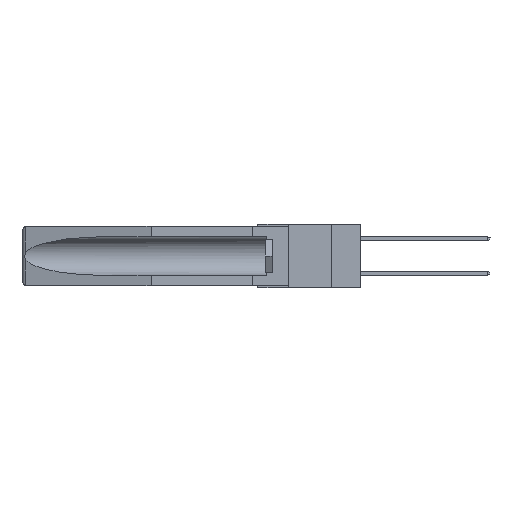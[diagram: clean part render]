
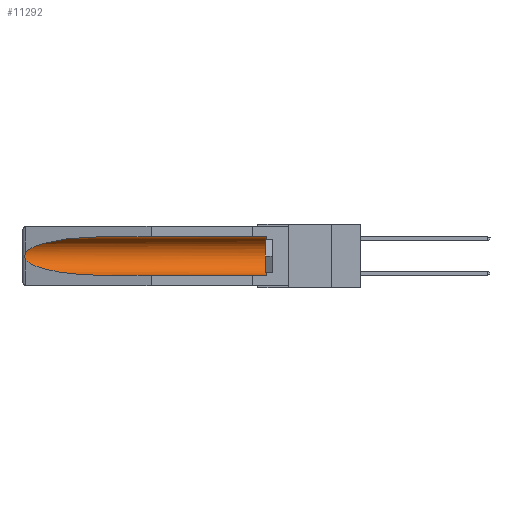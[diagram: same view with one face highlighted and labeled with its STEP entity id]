
A CAD part, left-side view. The second image highlights one B-rep face of the part: STEP entity #11292.
In plain terms, the highlighted cylindrical face has radius 2.857 mm (diameter 5.715 mm), a partial arc.
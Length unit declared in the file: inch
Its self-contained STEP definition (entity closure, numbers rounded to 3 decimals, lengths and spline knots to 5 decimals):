
#141 = ORIENTED_EDGE ( 'NONE', *, *, #16582, .T. ) ;
#633 = DIRECTION ( 'NONE',  ( 0., 1., 0. ) ) ;
#812 = VERTEX_POINT ( 'NONE', #3763 ) ;
#1029 = VERTEX_POINT ( 'NONE', #12296 ) ;
#1343 = CARTESIAN_POINT ( 'NONE',  ( 0.26597, 1.52961, -0.15275 ) ) ;
#1458 = CARTESIAN_POINT ( 'NONE',  ( 0.21114, 1.30732, -0.284 ) ) ;
#2172 = DIRECTION ( 'NONE',  ( 0., 0., 1. ) ) ;
#2549 = EDGE_CURVE ( 'NONE', #5671, #18410, #16457, .T. ) ;
#2798 = CARTESIAN_POINT ( 'NONE',  ( 0.26537, 1.52718, -0.14972 ) ) ;
#3018 = EDGE_CURVE ( 'NONE', #12605, #5671, #12537, .T. ) ;
#3095 = CARTESIAN_POINT ( 'NONE',  ( 0.155, 1.07973, -0.059 ) ) ;
#3763 = CARTESIAN_POINT ( 'NONE',  ( 0.155, 1.07973, -0.284 ) ) ;
#3844 = ORIENTED_EDGE ( 'NONE', *, *, #17126, .F. ) ;
#4473 = EDGE_CURVE ( 'NONE', #12023, #1029, #7944, .T. ) ;
#4486 = CARTESIAN_POINT ( 'NONE',  ( 0.2675, 1.53308, -0.17534 ) ) ;
#4913 = CARTESIAN_POINT ( 'NONE',  ( 0.25451, 1.48313, -0.09465 ) ) ;
#5057 = CARTESIAN_POINT ( 'NONE',  ( 0.26537, 1.52718, -0.14972 ) ) ;
#5139 = CARTESIAN_POINT ( 'NONE',  ( 0.26537, 1.52718, -0.14972 ) ) ;
#5671 = VERTEX_POINT ( 'NONE', #5139 ) ;
#6252 = CARTESIAN_POINT ( 'NONE',  ( 0.2673, 1.53269, -0.17917 ) ) ;
#6366 = CARTESIAN_POINT ( 'NONE',  ( 0.155, 0.126, -0.1715 ) ) ;
#7944 = CIRCLE ( 'NONE', #8326, 0.1125 ) ;
#8034 = CYLINDRICAL_SURFACE ( 'NONE', #19343, 0.1125 ) ;
#8294 = VECTOR ( 'NONE', #19421, 39.37008 ) ;
#8306 = CARTESIAN_POINT ( 'NONE',  ( 0.21114, 1.30732, -0.059 ) ) ;
#8326 = AXIS2_PLACEMENT_3D ( 'NONE', #6366, #14667, #19415 ) ;
#8362 = LINE ( 'NONE', #17128, #15955 ) ;
#8714 = DIRECTION ( 'NONE',  ( 0., 1., 0. ) ) ;
#9350 = CARTESIAN_POINT ( 'NONE',  ( 0.2673, 1.5327, -0.16383 ) ) ;
#9367 = CARTESIAN_POINT ( 'NONE',  ( 0.155, -0.30754, -0.1715 ) ) ;
#9505 = CARTESIAN_POINT ( 'NONE',  ( 0.26537, 1.52718, -0.19328 ) ) ;
#10133 = FACE_OUTER_BOUND ( 'NONE', #12739, .T. ) ;
#10409 =( BOUNDED_CURVE ( )  B_SPLINE_CURVE ( 3, ( #15257, #21452, #1458, #16947 ),
 .UNSPECIFIED., .F., .F. ) 
 B_SPLINE_CURVE_WITH_KNOTS ( ( 4, 4 ),
 ( 0.1948, 1.5708 ),
 .UNSPECIFIED. ) 
 CURVE ( )  GEOMETRIC_REPRESENTATION_ITEM ( )  RATIONAL_B_SPLINE_CURVE ( ( 1., 0.848, 0.848, 1. ) ) 
 REPRESENTATION_ITEM ( '' )  );
#10830 = CARTESIAN_POINT ( 'NONE',  ( 0.155, 0.126, -0.284 ) ) ;
#11180 = ORIENTED_EDGE ( 'NONE', *, *, #19748, .T. ) ;
#11292 = ADVANCED_FACE ( 'NONE', ( #10133 ), #8034, .F. ) ;
#12023 = VERTEX_POINT ( 'NONE', #10830 ) ;
#12296 = CARTESIAN_POINT ( 'NONE',  ( 0.155, 0.126, -0.059 ) ) ;
#12537 =( BOUNDED_CURVE ( )  B_SPLINE_CURVE ( 3, ( #13132, #8306, #4913, #5057 ),
 .UNSPECIFIED., .F., .F. ) 
 B_SPLINE_CURVE_WITH_KNOTS ( ( 4, 4 ),
 ( 4.71239, 6.08839 ),
 .UNSPECIFIED. ) 
 CURVE ( )  GEOMETRIC_REPRESENTATION_ITEM ( )  RATIONAL_B_SPLINE_CURVE ( ( 1., 0.848, 0.848, 1. ) ) 
 REPRESENTATION_ITEM ( '' )  );
#12605 = VERTEX_POINT ( 'NONE', #3095 ) ;
#12739 = EDGE_LOOP ( 'NONE', ( #20316, #15928, #141, #3844, #20771, #11180 ) ) ;
#12805 = CARTESIAN_POINT ( 'NONE',  ( 0.26537, 1.52718, -0.19328 ) ) ;
#13132 = CARTESIAN_POINT ( 'NONE',  ( 0.155, 1.07973, -0.059 ) ) ;
#14215 = CARTESIAN_POINT ( 'NONE',  ( 0.155, -0.30754, -0.059 ) ) ;
#14480 = CARTESIAN_POINT ( 'NONE',  ( 0.2675, 1.53308, -0.16763 ) ) ;
#14631 = CARTESIAN_POINT ( 'NONE',  ( 0.26597, 1.5296, -0.19026 ) ) ;
#14667 = DIRECTION ( 'NONE',  ( 0., -1., 0. ) ) ;
#15257 = CARTESIAN_POINT ( 'NONE',  ( 0.26537, 1.52718, -0.19328 ) ) ;
#15928 = ORIENTED_EDGE ( 'NONE', *, *, #2549, .T. ) ;
#15955 = VECTOR ( 'NONE', #8714, 39.37008 ) ;
#16457 = B_SPLINE_CURVE_WITH_KNOTS ( 'NONE', 3,
 ( #2798, #1343, #17757, #9350, #14480, #4486, #6252, #19520, #14631, #9505 ),
 .UNSPECIFIED., .F., .F.,
 ( 4, 2, 2, 2, 4 ),
 ( 0., 0.00029, 0.00058, 0.00087, 0.00117 ),
 .UNSPECIFIED. ) ;
#16582 = EDGE_CURVE ( 'NONE', #18410, #812, #10409, .T. ) ;
#16947 = CARTESIAN_POINT ( 'NONE',  ( 0.155, 1.07973, -0.284 ) ) ;
#17126 = EDGE_CURVE ( 'NONE', #12023, #812, #8362, .T. ) ;
#17128 = CARTESIAN_POINT ( 'NONE',  ( 0.155, -0.30754, -0.284 ) ) ;
#17757 = CARTESIAN_POINT ( 'NONE',  ( 0.26654, 1.53092, -0.15636 ) ) ;
#18410 = VERTEX_POINT ( 'NONE', #12805 ) ;
#19038 = LINE ( 'NONE', #14215, #8294 ) ;
#19343 = AXIS2_PLACEMENT_3D ( 'NONE', #9367, #633, #2172 ) ;
#19415 = DIRECTION ( 'NONE',  ( 0., 0., 1. ) ) ;
#19421 = DIRECTION ( 'NONE',  ( 0., 1., 0. ) ) ;
#19520 = CARTESIAN_POINT ( 'NONE',  ( 0.26655, 1.53094, -0.18657 ) ) ;
#19748 = EDGE_CURVE ( 'NONE', #1029, #12605, #19038, .T. ) ;
#20316 = ORIENTED_EDGE ( 'NONE', *, *, #3018, .T. ) ;
#20771 = ORIENTED_EDGE ( 'NONE', *, *, #4473, .T. ) ;
#21452 = CARTESIAN_POINT ( 'NONE',  ( 0.25451, 1.48313, -0.24835 ) ) ;
